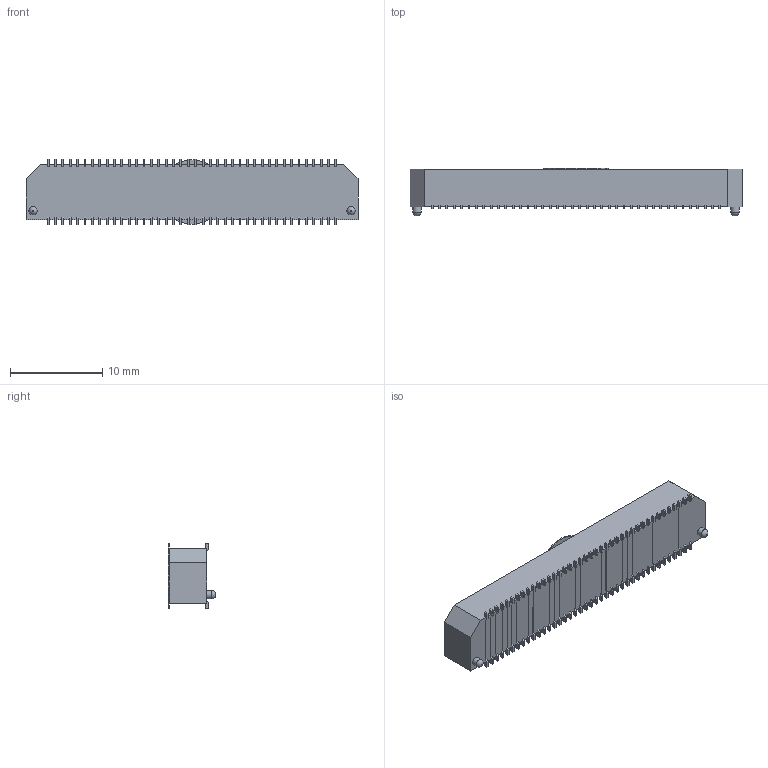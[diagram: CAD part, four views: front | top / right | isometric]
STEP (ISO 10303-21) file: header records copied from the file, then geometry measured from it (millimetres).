
FILE_DESCRIPTION(/* description */ ('STEP AP214'),/* implementation_level */ '2;1');
FILE_NAME(/* name */ 'BTE-040-01-L-D-A-K-TR',/* time_stamp */ '2022-06-28T15:13:41+02:00',/* author */ ('License CC BY-ND 4.0'),/* organization */ ('CADENAS'),/* preprocessor_version */ 'ST-DEVELOPER v18.102',/* originating_system */ 'PARTsolutions',/* authorisation */ ' ');
FILE_SCHEMA (('AUTOMOTIVE_DESIGN {1 0 10303 214 3 1 1}'));
Length unit declared in the file: inch
Products named in the file (4): BTE-040-01-L-D-A-K-TR; K-DOT-0.276-0.375-0.005_pp; T-1S39-040-01; BTE-040-01-D-A_terminal
Assembly tree (3 placements, depth 2):
  BTE-040-01-L-D-A-K-TR
    K-DOT-0.276-0.375-0.005_pp
    T-1S39-040-01
    BTE-040-01-D-A_terminal
Bounding box: 36 x 5.14 x 7.11 mm (x, y, z)
Volume: 587.4 mm3; surface area: 1823.1 mm2
Topology: 3 solids, 3 shells, 1390 faces, 4061 edges, 2602 vertices
Faces by surface type: plane 1385, cylinder 3, torus 2
Full cylindrical faces by diameter (mm): 0.889 x2, 7.01 x1
Entity records: 44843 total; most frequent: ORIENTED_EDGE 8108, CARTESIAN_POINT 8048, DIRECTION 6850, EDGE_CURVE 4054, LINE 4046, VECTOR 4046, VERTEX_POINT 2600, AXIS2_PLACEMENT_3D 1402
